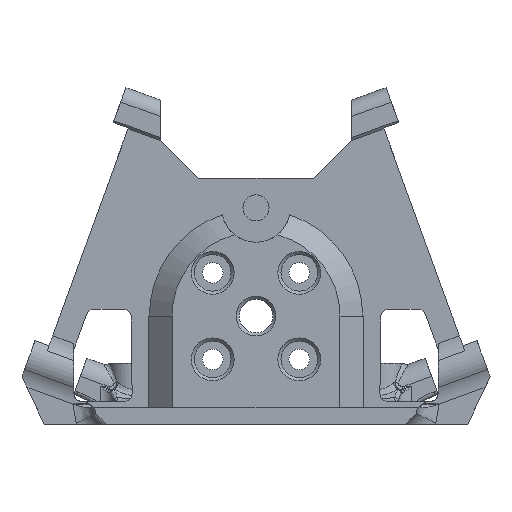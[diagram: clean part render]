
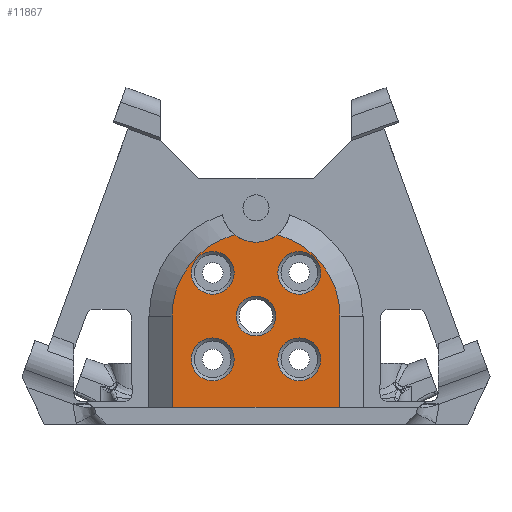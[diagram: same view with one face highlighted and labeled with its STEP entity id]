
A CAD part, front view. The second image highlights one B-rep face of the part: STEP entity #11867.
In plain terms, the highlighted planar face has unit normal (0, -1, 0).
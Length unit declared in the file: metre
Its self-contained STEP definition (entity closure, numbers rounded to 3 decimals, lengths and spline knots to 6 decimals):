
#1183=LINE('',#16595,#1767);
#1468=LINE('',#23545,#2052);
#1479=LINE('',#23695,#2063);
#1767=VECTOR('',#13595,1.);
#2052=VECTOR('',#14780,1.);
#2063=VECTOR('',#14817,1.);
#2409=PLANE('',#12793);
#4760=ORIENTED_EDGE('',*,*,#7513,.T.);
#4761=ORIENTED_EDGE('',*,*,#6413,.F.);
#4762=ORIENTED_EDGE('',*,*,#7514,.F.);
#4763=ORIENTED_EDGE('',*,*,#6605,.T.);
#4764=ORIENTED_EDGE('',*,*,#7492,.F.);
#4765=ORIENTED_EDGE('',*,*,#7512,.F.);
#4766=ORIENTED_EDGE('',*,*,#6407,.F.);
#4767=ORIENTED_EDGE('',*,*,#6370,.F.);
#4768=ORIENTED_EDGE('',*,*,#6372,.F.);
#4769=ORIENTED_EDGE('',*,*,#6374,.F.);
#4770=ORIENTED_EDGE('',*,*,#6376,.F.);
#6370=EDGE_CURVE('',#8211,#8211,#9377,.T.);
#6372=EDGE_CURVE('',#8213,#8213,#9379,.T.);
#6374=EDGE_CURVE('',#8215,#8215,#9381,.T.);
#6376=EDGE_CURVE('',#8217,#8217,#9383,.T.);
#6407=EDGE_CURVE('',#8248,#8248,#9402,.T.);
#6413=EDGE_CURVE('',#8254,#8255,#9405,.T.);
#6605=EDGE_CURVE('',#8394,#8393,#1183,.T.);
#7492=EDGE_CURVE('',#8947,#8393,#1468,.T.);
#7512=EDGE_CURVE('',#8958,#8947,#1479,.T.);
#7513=EDGE_CURVE('',#8958,#8255,#9654,.T.);
#7514=EDGE_CURVE('',#8394,#8254,#9655,.T.);
#8211=VERTEX_POINT('',#15727);
#8213=VERTEX_POINT('',#15732);
#8215=VERTEX_POINT('',#15737);
#8217=VERTEX_POINT('',#15742);
#8248=VERTEX_POINT('',#15829);
#8254=VERTEX_POINT('',#15845);
#8255=VERTEX_POINT('',#15847);
#8393=VERTEX_POINT('',#16594);
#8394=VERTEX_POINT('',#16596);
#8947=VERTEX_POINT('',#23546);
#8958=VERTEX_POINT('',#23694);
#9377=CIRCLE('',#12177,0.0028);
#9379=CIRCLE('',#12180,0.0028);
#9381=CIRCLE('',#12183,0.0028);
#9383=CIRCLE('',#12186,0.0028);
#9402=CIRCLE('',#12220,0.0026);
#9405=CIRCLE('',#12225,0.0045);
#9654=CIRCLE('',#12794,0.010979);
#9655=CIRCLE('',#12795,0.010979);
#10299=EDGE_LOOP('',(#4760,#4761,#4762,#4763,#4764,#4765));
#10300=EDGE_LOOP('',(#4766));
#10301=EDGE_LOOP('',(#4767));
#10302=EDGE_LOOP('',(#4768));
#10303=EDGE_LOOP('',(#4769));
#10304=EDGE_LOOP('',(#4770));
#11100=FACE_BOUND('',#10299,.T.);
#11101=FACE_BOUND('',#10300,.T.);
#11102=FACE_BOUND('',#10301,.T.);
#11103=FACE_BOUND('',#10302,.T.);
#11104=FACE_BOUND('',#10303,.T.);
#11105=FACE_BOUND('',#10304,.T.);
#11867=ADVANCED_FACE('',(#11100,#11101,#11102,#11103,#11104,#11105),#2409,
 .T.);
#12177=AXIS2_PLACEMENT_3D('',#15726,#13168,#13169);
#12180=AXIS2_PLACEMENT_3D('',#15731,#13174,#13175);
#12183=AXIS2_PLACEMENT_3D('',#15736,#13180,#13181);
#12186=AXIS2_PLACEMENT_3D('',#15741,#13186,#13187);
#12220=AXIS2_PLACEMENT_3D('',#15828,#13258,#13259);
#12225=AXIS2_PLACEMENT_3D('',#15846,#13270,#13271);
#12793=AXIS2_PLACEMENT_3D('',#23696,#14818,#14819);
#12794=AXIS2_PLACEMENT_3D('',#23697,#14820,#14821);
#12795=AXIS2_PLACEMENT_3D('',#23698,#14822,#14823);
#13168=DIRECTION('',(0.,-1.,0.));
#13169=DIRECTION('',(1.,0.,0.));
#13174=DIRECTION('',(0.,-1.,0.));
#13175=DIRECTION('',(1.,0.,0.));
#13180=DIRECTION('',(0.,-1.,0.));
#13181=DIRECTION('',(1.,0.,0.));
#13186=DIRECTION('',(0.,-1.,0.));
#13187=DIRECTION('',(1.,0.,0.));
#13258=DIRECTION('',(0.,-1.,0.));
#13259=DIRECTION('',(1.,0.,0.));
#13270=DIRECTION('',(0.,-1.,0.));
#13271=DIRECTION('',(1.,0.,0.));
#13595=DIRECTION('',(0.,0.,-1.));
#14780=DIRECTION('',(-1.,0.,0.));
#14817=DIRECTION('',(0.,0.,-1.));
#14818=DIRECTION('',(0.,-1.,0.));
#14819=DIRECTION('',(-1.,0.,0.));
#14820=DIRECTION('',(0.,-1.,0.));
#14821=DIRECTION('',(-1.,0.,0.));
#14822=DIRECTION('',(0.,1.,0.));
#14823=DIRECTION('',(1.,0.,0.));
#15726=CARTESIAN_POINT('',(-0.310593,-0.14175,0.008493));
#15727=CARTESIAN_POINT('',(-0.307793,-0.14175,0.008493));
#15731=CARTESIAN_POINT('',(-0.321906,-0.14175,0.008493));
#15732=CARTESIAN_POINT('',(-0.319106,-0.14175,0.008493));
#15736=CARTESIAN_POINT('',(-0.321906,-0.14175,0.019807));
#15737=CARTESIAN_POINT('',(-0.319106,-0.14175,0.019807));
#15741=CARTESIAN_POINT('',(-0.310593,-0.14175,0.019807));
#15742=CARTESIAN_POINT('',(-0.307793,-0.14175,0.019807));
#15828=CARTESIAN_POINT('',(-0.316249,-0.14175,0.01415));
#15829=CARTESIAN_POINT('',(-0.313649,-0.14175,0.01415));
#15845=CARTESIAN_POINT('',(-0.319039,-0.14175,0.024769));
#15846=CARTESIAN_POINT('',(-0.316249,-0.14175,0.0283));
#15847=CARTESIAN_POINT('',(-0.31346,-0.14175,0.024769));
#16594=CARTESIAN_POINT('',(-0.327229,-0.14175,0.00225));
#16595=CARTESIAN_POINT('',(-0.327229,-0.14175,0.01415));
#16596=CARTESIAN_POINT('',(-0.327229,-0.14175,0.01415));
#23545=CARTESIAN_POINT('',(-0.316249,-0.14175,0.00225));
#23546=CARTESIAN_POINT('',(-0.30527,-0.14175,0.00225));
#23694=CARTESIAN_POINT('',(-0.30527,-0.14175,0.01415));
#23695=CARTESIAN_POINT('',(-0.30527,-0.14175,0.01415));
#23696=CARTESIAN_POINT('',(-0.316249,-0.14175,0.01415));
#23697=CARTESIAN_POINT('',(-0.316249,-0.14175,0.01415));
#23698=CARTESIAN_POINT('',(-0.316249,-0.14175,0.01415));
